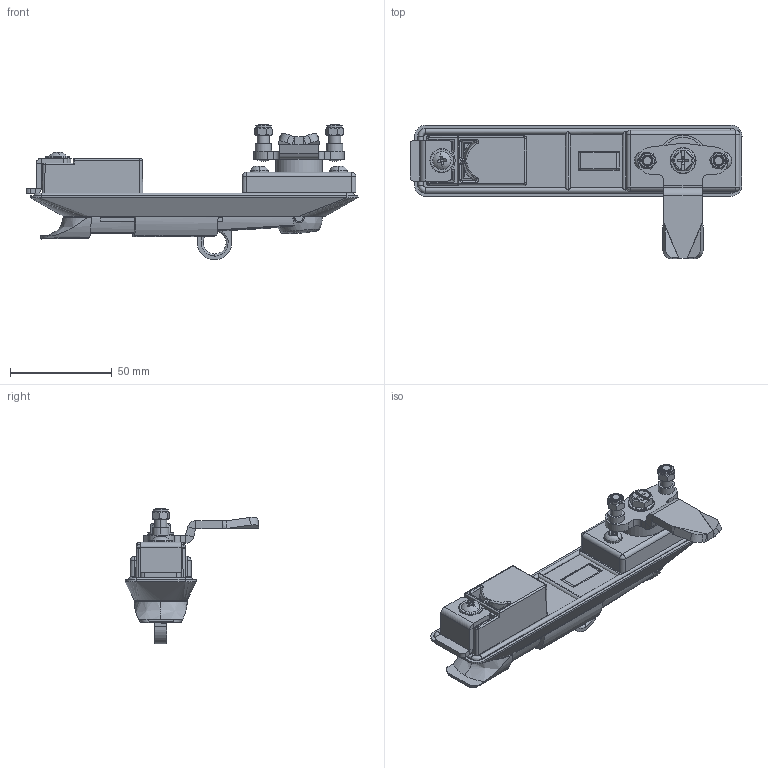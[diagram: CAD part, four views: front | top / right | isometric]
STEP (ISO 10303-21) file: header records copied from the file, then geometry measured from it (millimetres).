
FILE_DESCRIPTION (( 'STEP AP203' ), '1' );
FILE_NAME ('KI11.48.14 .STEP', '2022-08-08T09:29:34', ( '' ), ( '' ), 'SwSTEP 2.0', 'SolidWorks 2021', '' );
FILE_SCHEMA (( 'CONFIG_CONTROL_DESIGN' ));
Length unit declared in the file: millimetre
Products named in the file (22): 1213100036-kollu-pano-kilit-montaj-saci; 1209100038(M6x8 Kombi Vida)_sss; 2313050013-Asma Kilit Hamili Sürgü Kapaðý; 1209100035( 5 X 13,5  Yýldýz kafalý Mekanizma Kutusu Vidasý ); 2311050034-kollu-pano-kilit-oringi; 2311050029-2x12mm-oring; 2303050559-Kollu Pano Asma Kilitli  Kol-Göbekli; 1212000150(Ýspanyolet Dil Perçini)_D˜ž; 2302050031-kl01-govdesi-siyah; 1101200541-Kare 8mm Barel G鐽e簨_1; 1209100037( 5 X 11 Seyrek Diþli Pullu Vida); KI11.48.14  ; 1206100027(Kollu Pano Kilit Saplama Pimi); 1204101014( 7 X 48 mm Ýspanyolet Dil)_2; 2313050028-kollu-pano-kilit-saplama-pimi-tipasi; 2313050030-kl01-kilit-arka-montaj-kapagý; 2507000009-Ýsp. Kilit Fiþe Dil Yayý Paslanmaz; 1104400008-isp-kilit-fise-dili; 2111400010-kollu-kilit-fise-segmani; 2210100153(M5 Fiberli Somun)_D槥; 1114200012-asma-kýlýt-hamýlý; 1114200025-Kollu Pano Kilit Saplamasý 01
Assembly tree (24 placements, depth 2):
  KI11.48.14  
    2302050031-kl01-govdesi-siyah
    1101200541-Kare 8mm Barel G鐽e簨_1
    1114200012-asma-kýlýt-hamýlý
    2303050559-Kollu Pano Asma Kilitli  Kol-Göbekli
    2313050013-Asma Kilit Hamili Sürgü Kapaðý
    1104400008-isp-kilit-fise-dili
    2111400010-kollu-kilit-fise-segmani
    1114200025-Kollu Pano Kilit Saplamasý 01
    2507000009-Ýsp. Kilit Fiþe Dil Yayý Paslanmaz
    2311050029-2x12mm-oring
    1206100027(Kollu Pano Kilit Saplama Pimi)
    2313050028-kollu-pano-kilit-saplama-pimi-tipasi
    2313050030-kl01-kilit-arka-montaj-kapagý
    1209100035( 5 X 13,5  Yýldýz kafalý Mekanizma Kutusu Vidasý )  x2
    1213100036-kollu-pano-kilit-montaj-saci
    1209100037( 5 X 11 Seyrek Diþli Pullu Vida)
    2311050034-kollu-pano-kilit-oringi
    2210100153(M5 Fiberli Somun)_D槥  x2
    1212000150(Ýspanyolet Dil Perçini)_D˜ž  x2
    1204101014( 7 X 48 mm Ýspanyolet Dil)_2
    1209100038(M6x8 Kombi Vida)_sss
Bounding box: 163.2 x 65.78 x 66.7 mm (x, y, z)
Volume: 91556.2 mm3; surface area: 70289.7 mm2
Topology: 50 solids, 50 shells, 1509 faces, 3716 edges, 2337 vertices
Faces by surface type: plane 567, cylinder 437, bspline 317, cone 94, torus 58, sphere 36
Entity records: 71646 total; most frequent: CARTESIAN_POINT 41753, ORIENTED_EDGE 6548, DIRECTION 4392, EDGE_CURVE 3274, VERTEX_POINT 2056, AXIS2_PLACEMENT_3D 1577, EDGE_LOOP 1422, ADVANCED_FACE 1345
